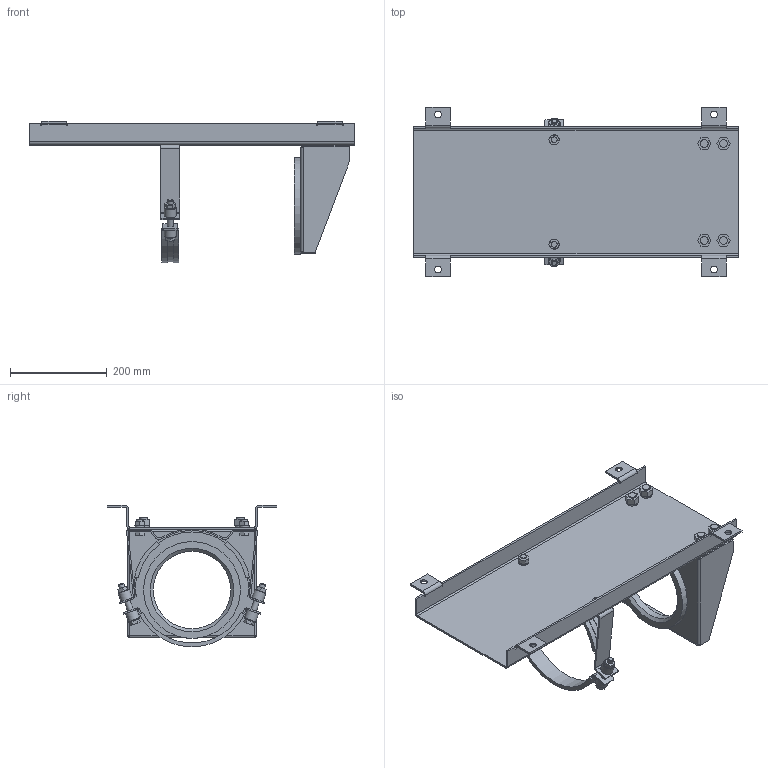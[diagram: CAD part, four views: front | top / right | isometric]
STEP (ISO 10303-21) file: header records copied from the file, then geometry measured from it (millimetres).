
FILE_DESCRIPTION( ( 'Unknown' ), '1' );
FILE_NAME( 'BS 10-24-11_999937.stp', 'Unknown', ( 'Unknown' ), ( 'Unknown' ), 'PSStep 16.0.42', 'Unknown', ' ' );
FILE_SCHEMA( ( 'AUTOMOTIVE_DESIGN { 1 0 10303 214 1 1 1 1 }' ) );
Length unit declared in the file: millimetre
Products named in the file (12): Assem1; 01-FZ00025; 202515; 999932; Washer_DIN_125_1_A_13_v9.50; Screw_DIN_933_M12x25_v9.50; Washer_DIN_127_B_12_v9.50; Nut_DIN_934_1987_M12_v9.50; Washer_DIN_125_1_A_17_v9.50; Screw_DIN_933_M16x30_v9.50; Washer_DIN_127_B_16_v9.50; Nut_DIN_934_1987_M16_v9.50
Assembly tree (27 placements, depth 2):
  Assem1
    01-FZ00025
    202515
    999932
    Washer_DIN_125_1_A_13_v9.50  x2
    Screw_DIN_933_M12x25_v9.50  x2
    Washer_DIN_127_B_12_v9.50  x2
    Nut_DIN_934_1987_M12_v9.50  x2
    Washer_DIN_125_1_A_17_v9.50  x4
    Screw_DIN_933_M16x30_v9.50  x4
    Washer_DIN_127_B_16_v9.50  x4
    Nut_DIN_934_1987_M16_v9.50  x4
Bounding box: 670 x 350 x 292.05 mm (x, y, z)
Volume: 1765034 mm3; surface area: 875451.4 mm2
Topology: 27 solids, 27 shells, 535 faces, 1312 edges, 863 vertices
Faces by surface type: plane 350, cylinder 176, cone 9
Full cylindrical faces by diameter (mm): 9.853 x2, 10.106 x2, 12 x10, 13 x2, 13.546 x4, 13.835 x4, 14 x6, 16 x10, 16.63 x2, 17 x4, 18 x8, 22.49 x4, 24 x2, 25 x4, 30 x4, 160 x1, 170 x1, 173 x1, 200 x1
Entity records: 15042 total; most frequent: CARTESIAN_POINT 2143, DIRECTION 2030, ORIENTED_EDGE 1876, EDGE_CURVE 938, AXIS2_PLACEMENT_3D 695, VERTEX_POINT 642, LINE 640, VECTOR 640
